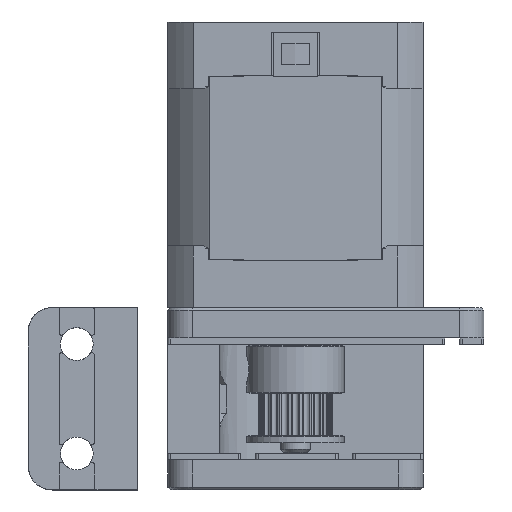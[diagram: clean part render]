
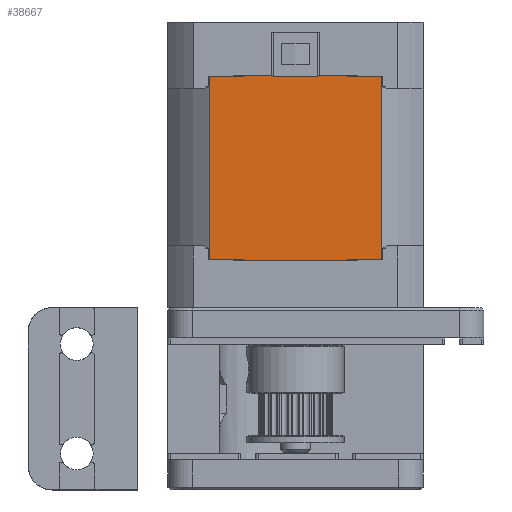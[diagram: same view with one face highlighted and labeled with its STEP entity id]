
A CAD part, front view. The second image highlights one B-rep face of the part: STEP entity #38667.
In plain terms, the highlighted planar face has unit normal (0, -1, 0).
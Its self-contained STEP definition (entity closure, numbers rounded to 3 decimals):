
#1608=PLANE('',#41229);
#2702=FACE_OUTER_BOUND('',#4578,.T.);
#4578=EDGE_LOOP('',(#28818,#28819,#28820,#28821,#28822,#28823,#28824,#28825,
#28826,#28827,#28828,#28829,#28830,#28831,#28832,#28833));
#6643=LINE('',#60489,#10115);
#6645=LINE('',#60495,#10117);
#6647=LINE('',#60500,#10119);
#6648=LINE('',#60506,#10120);
#6649=LINE('',#60510,#10121);
#6652=LINE('',#60517,#10124);
#6653=LINE('',#60521,#10125);
#6654=LINE('',#60525,#10126);
#6655=LINE('',#60529,#10127);
#6656=LINE('',#60533,#10128);
#6657=LINE('',#60536,#10129);
#6659=LINE('',#60547,#10131);
#6674=LINE('',#60575,#10146);
#6675=LINE('',#60578,#10147);
#6676=LINE('',#60580,#10148);
#6677=LINE('',#60581,#10149);
#10115=VECTOR('',#47616,30.2);
#10117=VECTOR('',#47622,5.724);
#10119=VECTOR('',#47628,0.1);
#10120=VECTOR('',#47635,0.1);
#10121=VECTOR('',#47640,5.724);
#10124=VECTOR('',#47647,30.2);
#10125=VECTOR('',#47652,5.724);
#10126=VECTOR('',#47657,0.1);
#10127=VECTOR('',#47662,17.012);
#10128=VECTOR('',#47667,0.1);
#10129=VECTOR('',#47672,5.724);
#10131=VECTOR('',#47686,4.848);
#10146=VECTOR('',#47713,4.848);
#10147=VECTOR('',#47716,0.164);
#10148=VECTOR('',#47717,7.315);
#10149=VECTOR('',#47718,0.164);
#16401=VERTEX_POINT('',#60486);
#16402=VERTEX_POINT('',#60488);
#16404=VERTEX_POINT('',#60494);
#16405=VERTEX_POINT('',#60499);
#16406=VERTEX_POINT('',#60503);
#16407=VERTEX_POINT('',#60505);
#16408=VERTEX_POINT('',#60509);
#16410=VERTEX_POINT('',#60516);
#16411=VERTEX_POINT('',#60520);
#16412=VERTEX_POINT('',#60524);
#16413=VERTEX_POINT('',#60528);
#16414=VERTEX_POINT('',#60532);
#16417=VERTEX_POINT('',#60546);
#16424=VERTEX_POINT('',#60573);
#16425=VERTEX_POINT('',#60577);
#16426=VERTEX_POINT('',#60579);
#21014=EDGE_CURVE('',#16401,#16402,#6643,.T.);
#21017=EDGE_CURVE('',#16402,#16404,#6645,.T.);
#21020=EDGE_CURVE('',#16404,#16405,#6647,.T.);
#21023=EDGE_CURVE('',#16406,#16407,#6648,.T.);
#21025=EDGE_CURVE('',#16407,#16408,#6649,.T.);
#21029=EDGE_CURVE('',#16408,#16410,#6652,.T.);
#21031=EDGE_CURVE('',#16410,#16411,#6653,.T.);
#21033=EDGE_CURVE('',#16411,#16412,#6654,.T.);
#21035=EDGE_CURVE('',#16412,#16413,#6655,.T.);
#21037=EDGE_CURVE('',#16413,#16414,#6656,.T.);
#21039=EDGE_CURVE('',#16414,#16401,#6657,.T.);
#21044=EDGE_CURVE('',#16405,#16417,#6659,.T.);
#21059=EDGE_CURVE('',#16424,#16406,#6674,.T.);
#21060=EDGE_CURVE('',#16424,#16425,#6675,.T.);
#21061=EDGE_CURVE('',#16425,#16426,#6676,.T.);
#21062=EDGE_CURVE('',#16426,#16417,#6677,.T.);
#28818=ORIENTED_EDGE('',*,*,#21037,.F.);
#28819=ORIENTED_EDGE('',*,*,#21035,.F.);
#28820=ORIENTED_EDGE('',*,*,#21033,.F.);
#28821=ORIENTED_EDGE('',*,*,#21031,.F.);
#28822=ORIENTED_EDGE('',*,*,#21029,.F.);
#28823=ORIENTED_EDGE('',*,*,#21025,.F.);
#28824=ORIENTED_EDGE('',*,*,#21023,.F.);
#28825=ORIENTED_EDGE('',*,*,#21059,.F.);
#28826=ORIENTED_EDGE('',*,*,#21060,.T.);
#28827=ORIENTED_EDGE('',*,*,#21061,.T.);
#28828=ORIENTED_EDGE('',*,*,#21062,.T.);
#28829=ORIENTED_EDGE('',*,*,#21044,.F.);
#28830=ORIENTED_EDGE('',*,*,#21020,.F.);
#28831=ORIENTED_EDGE('',*,*,#21017,.F.);
#28832=ORIENTED_EDGE('',*,*,#21014,.F.);
#28833=ORIENTED_EDGE('',*,*,#21039,.F.);
#38667=ADVANCED_FACE('',(#2702),#1608,.F.);
#41229=AXIS2_PLACEMENT_3D('',#60576,#47714,#47715);
#47616=DIRECTION('',(0.,0.,1.));
#47622=DIRECTION('',(1.,0.,0.));
#47628=DIRECTION('',(0.,0.,1.));
#47635=DIRECTION('',(0.,0.,-1.));
#47640=DIRECTION('',(1.,0.,0.));
#47647=DIRECTION('',(0.,0.,-1.));
#47652=DIRECTION('',(-1.,0.,0.));
#47657=DIRECTION('',(0.,0.,-1.));
#47662=DIRECTION('',(-1.,0.,0.));
#47667=DIRECTION('',(0.,0.,1.));
#47672=DIRECTION('',(-1.,0.,0.));
#47686=DIRECTION('',(1.,0.,0.));
#47713=DIRECTION('',(1.,0.,0.));
#47714=DIRECTION('center_axis',(0.,1.,0.));
#47715=DIRECTION('ref_axis',(0.,0.,1.));
#47716=DIRECTION('',(0.,0.,-1.));
#47717=DIRECTION('',(-1.,0.,0.));
#47718=DIRECTION('',(0.,0.,1.));
#60486=CARTESIAN_POINT('',(-14.23,-21.1,-10.66));
#60488=CARTESIAN_POINT('',(-14.23,-21.1,19.54));
#60489=CARTESIAN_POINT('',(-14.23,-21.1,-10.66));
#60494=CARTESIAN_POINT('',(-8.506,-21.1,19.54));
#60495=CARTESIAN_POINT('',(-14.23,-21.1,19.54));
#60499=CARTESIAN_POINT('',(-8.506,-21.1,19.64));
#60500=CARTESIAN_POINT('',(-8.506,-21.1,19.54));
#60503=CARTESIAN_POINT('',(8.506,-21.1,19.64));
#60505=CARTESIAN_POINT('',(8.506,-21.1,19.54));
#60506=CARTESIAN_POINT('',(8.506,-21.1,19.64));
#60509=CARTESIAN_POINT('',(14.23,-21.1,19.54));
#60510=CARTESIAN_POINT('',(8.506,-21.1,19.54));
#60516=CARTESIAN_POINT('',(14.23,-21.1,-10.66));
#60517=CARTESIAN_POINT('',(14.23,-21.1,19.54));
#60520=CARTESIAN_POINT('',(8.506,-21.1,-10.66));
#60521=CARTESIAN_POINT('',(14.23,-21.1,-10.66));
#60524=CARTESIAN_POINT('',(8.506,-21.1,-10.76));
#60525=CARTESIAN_POINT('',(8.506,-21.1,-10.66));
#60528=CARTESIAN_POINT('',(-8.506,-21.1,-10.76));
#60529=CARTESIAN_POINT('',(8.506,-21.1,-10.76));
#60532=CARTESIAN_POINT('',(-8.506,-21.1,-10.66));
#60533=CARTESIAN_POINT('',(-8.506,-21.1,-10.76));
#60536=CARTESIAN_POINT('',(-8.506,-21.1,-10.66));
#60546=CARTESIAN_POINT('',(-3.658,-21.1,19.64));
#60547=CARTESIAN_POINT('',(-8.506,-21.1,19.64));
#60573=CARTESIAN_POINT('',(3.658,-21.1,19.64));
#60575=CARTESIAN_POINT('',(3.658,-21.1,19.64));
#60576=CARTESIAN_POINT('Origin',(-14.231,-21.1,-10.761));
#60577=CARTESIAN_POINT('',(3.658,-21.1,19.476));
#60578=CARTESIAN_POINT('',(3.658,-21.1,19.64));
#60579=CARTESIAN_POINT('',(-3.658,-21.1,19.476));
#60580=CARTESIAN_POINT('',(3.658,-21.1,19.476));
#60581=CARTESIAN_POINT('',(-3.658,-21.1,19.476));
